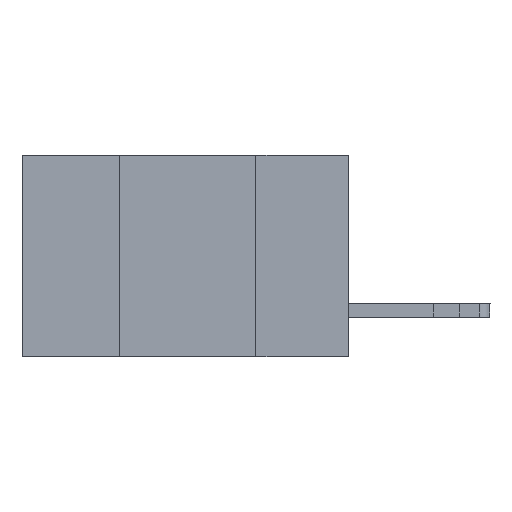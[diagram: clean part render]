
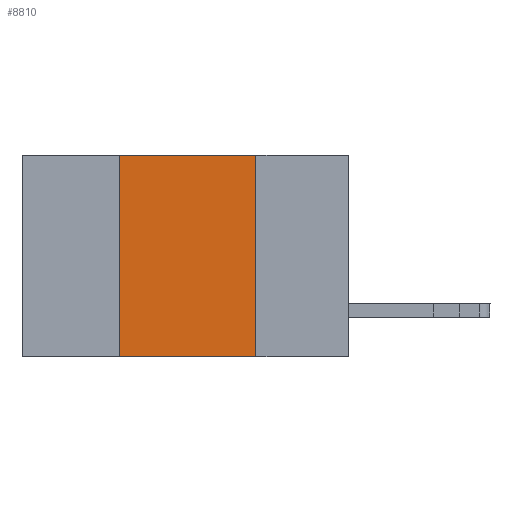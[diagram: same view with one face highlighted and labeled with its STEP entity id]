
A CAD part, left-side view. The second image highlights one B-rep face of the part: STEP entity #8810.
In plain terms, the highlighted planar face has unit normal (-1, 0, 0).
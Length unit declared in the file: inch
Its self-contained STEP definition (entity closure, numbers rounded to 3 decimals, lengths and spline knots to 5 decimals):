
#36 = DIRECTION ( 'NONE',  ( 0., 0., -1. ) ) ;
#215 = CARTESIAN_POINT ( 'NONE',  ( 0., 0.17, -0.37 ) ) ;
#564 = VECTOR ( 'NONE', #10855, 39.37008 ) ;
#774 = VECTOR ( 'NONE', #2271, 39.37008 ) ;
#931 = CARTESIAN_POINT ( 'NONE',  ( 0., 0.42, -0.37 ) ) ;
#1014 = CARTESIAN_POINT ( 'NONE',  ( 0., 0.6, 0. ) ) ;
#1208 = PLANE ( 'NONE',  #6861 ) ;
#1507 = CARTESIAN_POINT ( 'NONE',  ( 0., 0.6, 0. ) ) ;
#1697 = CARTESIAN_POINT ( 'NONE',  ( 0., 0.17, 0. ) ) ;
#2065 = ORIENTED_EDGE ( 'NONE', *, *, #6963, .F. ) ;
#2271 = DIRECTION ( 'NONE',  ( 0., 0., -1. ) ) ;
#2514 = VECTOR ( 'NONE', #2631, 39.37008 ) ;
#2631 = DIRECTION ( 'NONE',  ( 0., -1., 0. ) ) ;
#3082 = ORIENTED_EDGE ( 'NONE', *, *, #9720, .F. ) ;
#3444 = VERTEX_POINT ( 'NONE', #11209 ) ;
#3630 = LINE ( 'NONE', #9719, #2514 ) ;
#3950 = VECTOR ( 'NONE', #5551, 39.37008 ) ;
#4499 = LINE ( 'NONE', #1507, #3950 ) ;
#4539 = ORIENTED_EDGE ( 'NONE', *, *, #9264, .F. ) ;
#5551 = DIRECTION ( 'NONE',  ( 0., -1., 0. ) ) ;
#6056 = VERTEX_POINT ( 'NONE', #8357 ) ;
#6674 = LINE ( 'NONE', #931, #564 ) ;
#6796 = CARTESIAN_POINT ( 'NONE',  ( 0., 0.42, -0.37 ) ) ;
#6861 = AXIS2_PLACEMENT_3D ( 'NONE', #1014, #9303, #36 ) ;
#6963 = EDGE_CURVE ( 'NONE', #9476, #6056, #6674, .T. ) ;
#8357 = CARTESIAN_POINT ( 'NONE',  ( 0., 0.42, 0. ) ) ;
#8540 = VERTEX_POINT ( 'NONE', #1697 ) ;
#8552 = ORIENTED_EDGE ( 'NONE', *, *, #11523, .T. ) ;
#8810 = ADVANCED_FACE ( 'NONE', ( #10025 ), #1208, .F. ) ;
#9264 = EDGE_CURVE ( 'NONE', #8540, #3444, #12231, .T. ) ;
#9303 = DIRECTION ( 'NONE',  ( 1., 0., 0. ) ) ;
#9476 = VERTEX_POINT ( 'NONE', #6796 ) ;
#9719 = CARTESIAN_POINT ( 'NONE',  ( 0., 0.6, -0.37 ) ) ;
#9720 = EDGE_CURVE ( 'NONE', #6056, #8540, #4499, .T. ) ;
#10025 = FACE_OUTER_BOUND ( 'NONE', #12561, .T. ) ;
#10855 = DIRECTION ( 'NONE',  ( 0., 0., 1. ) ) ;
#11209 = CARTESIAN_POINT ( 'NONE',  ( 0., 0.17, -0.37 ) ) ;
#11523 = EDGE_CURVE ( 'NONE', #9476, #3444, #3630, .T. ) ;
#12231 = LINE ( 'NONE', #215, #774 ) ;
#12561 = EDGE_LOOP ( 'NONE', ( #4539, #3082, #2065, #8552 ) ) ;
